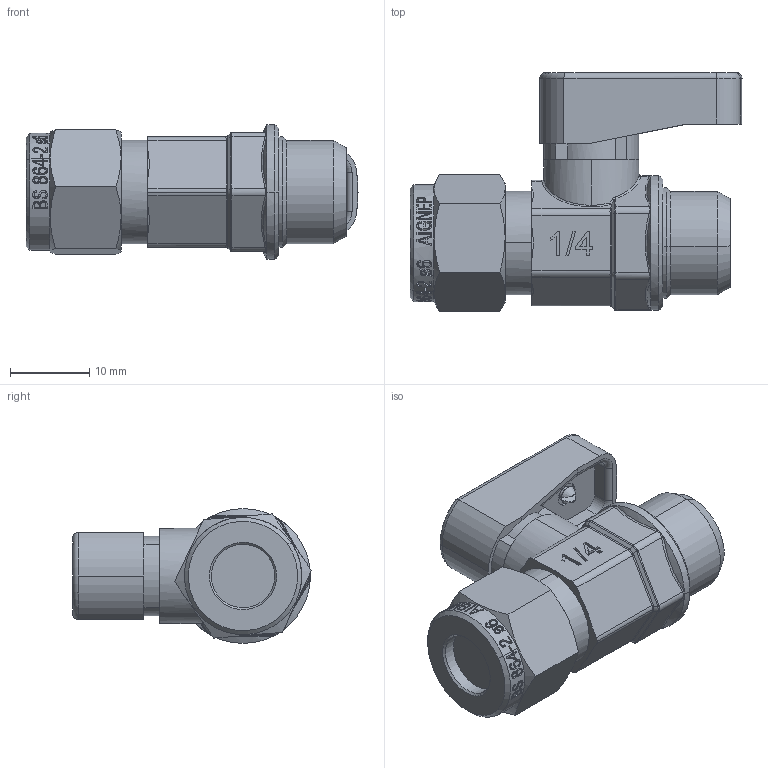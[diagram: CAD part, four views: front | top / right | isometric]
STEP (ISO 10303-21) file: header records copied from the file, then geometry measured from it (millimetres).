
FILE_DESCRIPTION (( 'STEP AP214' ), '1' );
FILE_NAME ('0644000004.step', '2012-10-02T16:32:37', ( '' ), ( '' ), 'SwSTEP 2.0', 'SolidWorks 2012', '' );
FILE_SCHEMA (( 'AUTOMOTIVE_DESIGN' ));
Length unit declared in the file: millimetre
Products named in the file (1): 0644000004
Bounding box: 41.88 x 30.13 x 17 mm (x, y, z)
Volume: 8624.4 mm3; surface area: 4329.8 mm2
Topology: 8 solids, 18 shells, 877 faces, 2239 edges, 1449 vertices
Faces by surface type: plane 383, bspline 286, cylinder 140, cone 38, torus 28, sphere 2
Entity records: 43221 total; most frequent: CARTESIAN_POINT 24155, ORIENTED_EDGE 4478, DIRECTION 3019, EDGE_CURVE 2239, VERTEX_POINT 1449, AXIS2_PLACEMENT_3D 1009, LINE 1001, VECTOR 1001
